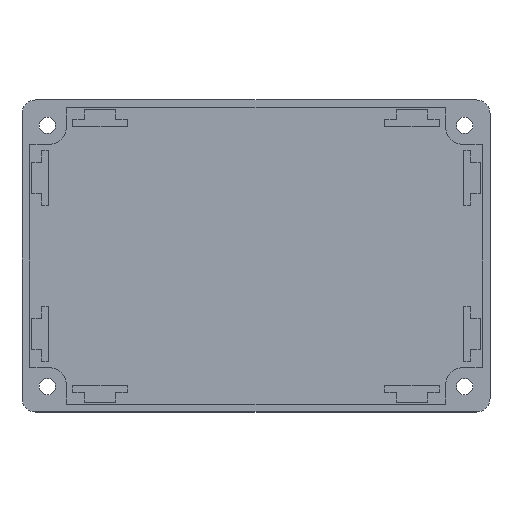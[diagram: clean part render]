
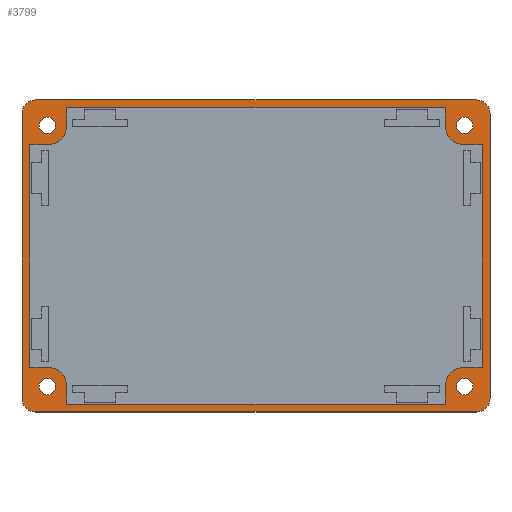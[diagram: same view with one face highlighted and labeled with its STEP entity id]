
A CAD part, top view. The second image highlights one B-rep face of the part: STEP entity #3799.
In plain terms, the highlighted planar face has unit normal (0, 0, 1).
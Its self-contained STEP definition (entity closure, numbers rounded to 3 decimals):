
#2172=CARTESIAN_POINT('',(-53.5,-28.5,0.0));
#2173=VERTEX_POINT('',#2172);
#2180=CARTESIAN_POINT('',(-48.5,-33.5,0.0));
#2181=VERTEX_POINT('',#2180);
#2182=CARTESIAN_POINT('',(-53.5,-33.5,0.0));
#2183=DIRECTION('',(0.0,0.0,1.0));
#2184=DIRECTION('',(-1.0,0.0,0.0));
#2185=AXIS2_PLACEMENT_3D('',#2182,#2183,#2184);
#2186=CIRCLE('',#2185,5.);
#2187=EDGE_CURVE('',#2181,#2173,#2186,.T.);
#2212=CARTESIAN_POINT('',(-48.5,-38.,0.0));
#2213=VERTEX_POINT('',#2212);
#2214=CARTESIAN_POINT('',(-48.5,-38.,0.0));
#2215=DIRECTION('',(0.0,1.0,0.0));
#2216=VECTOR('',#2215,4.5);
#2217=LINE('',#2214,#2216);
#2218=EDGE_CURVE('',#2213,#2181,#2217,.T.);
#2243=CARTESIAN_POINT('',(48.5,-38.,0.0));
#2244=VERTEX_POINT('',#2243);
#2245=CARTESIAN_POINT('',(48.5,-38.,0.0));
#2246=DIRECTION('',(-1.0,0.0,0.0));
#2247=VECTOR('',#2246,97.);
#2248=LINE('',#2245,#2247);
#2249=EDGE_CURVE('',#2244,#2213,#2248,.T.);
#2274=CARTESIAN_POINT('',(48.5,-33.5,0.0));
#2275=VERTEX_POINT('',#2274);
#2276=CARTESIAN_POINT('',(48.5,-33.5,0.0));
#2277=DIRECTION('',(0.0,-1.0,0.0));
#2278=VECTOR('',#2277,4.5);
#2279=LINE('',#2276,#2278);
#2280=EDGE_CURVE('',#2275,#2244,#2279,.T.);
#2306=CARTESIAN_POINT('',(53.5,-28.5,0.0));
#2307=VERTEX_POINT('',#2306);
#2308=CARTESIAN_POINT('',(53.5,-33.5,0.0));
#2309=DIRECTION('',(0.0,0.0,1.0));
#2310=DIRECTION('',(0.0,-1.0,0.0));
#2311=AXIS2_PLACEMENT_3D('',#2308,#2309,#2310);
#2312=CIRCLE('',#2311,5.);
#2313=EDGE_CURVE('',#2307,#2275,#2312,.T.);
#2338=CARTESIAN_POINT('',(58.,-28.5,0.0));
#2339=VERTEX_POINT('',#2338);
#2340=CARTESIAN_POINT('',(58.,-28.5,0.0));
#2341=DIRECTION('',(-1.0,0.0,0.0));
#2342=VECTOR('',#2341,4.5);
#2343=LINE('',#2340,#2342);
#2344=EDGE_CURVE('',#2339,#2307,#2343,.T.);
#2369=CARTESIAN_POINT('',(58.,28.5,0.0));
#2370=VERTEX_POINT('',#2369);
#2371=CARTESIAN_POINT('',(58.,28.5,0.0));
#2372=DIRECTION('',(0.0,-1.0,0.0));
#2373=VECTOR('',#2372,57.);
#2374=LINE('',#2371,#2373);
#2375=EDGE_CURVE('',#2370,#2339,#2374,.T.);
#2400=CARTESIAN_POINT('',(53.5,28.5,0.0));
#2401=VERTEX_POINT('',#2400);
#2402=CARTESIAN_POINT('',(53.5,28.5,0.0));
#2403=DIRECTION('',(1.0,0.0,0.0));
#2404=VECTOR('',#2403,4.5);
#2405=LINE('',#2402,#2404);
#2406=EDGE_CURVE('',#2401,#2370,#2405,.T.);
#2432=CARTESIAN_POINT('',(48.5,33.5,0.0));
#2433=VERTEX_POINT('',#2432);
#2434=CARTESIAN_POINT('',(53.5,33.5,0.0));
#2435=DIRECTION('',(0.0,0.0,1.0));
#2436=DIRECTION('',(1.0,0.0,0.0));
#2437=AXIS2_PLACEMENT_3D('',#2434,#2435,#2436);
#2438=CIRCLE('',#2437,5.);
#2439=EDGE_CURVE('',#2433,#2401,#2438,.T.);
#2464=CARTESIAN_POINT('',(48.5,38.,0.0));
#2465=VERTEX_POINT('',#2464);
#2466=CARTESIAN_POINT('',(48.5,38.,0.0));
#2467=DIRECTION('',(0.0,-1.0,0.0));
#2468=VECTOR('',#2467,4.5);
#2469=LINE('',#2466,#2468);
#2470=EDGE_CURVE('',#2465,#2433,#2469,.T.);
#2495=CARTESIAN_POINT('',(-48.5,38.,0.0));
#2496=VERTEX_POINT('',#2495);
#2497=CARTESIAN_POINT('',(-48.5,38.,0.0));
#2498=DIRECTION('',(1.0,0.0,0.0));
#2499=VECTOR('',#2498,97.);
#2500=LINE('',#2497,#2499);
#2501=EDGE_CURVE('',#2496,#2465,#2500,.T.);
#2526=CARTESIAN_POINT('',(-48.5,33.5,0.0));
#2527=VERTEX_POINT('',#2526);
#2528=CARTESIAN_POINT('',(-48.5,33.5,0.0));
#2529=DIRECTION('',(0.0,1.0,0.0));
#2530=VECTOR('',#2529,4.5);
#2531=LINE('',#2528,#2530);
#2532=EDGE_CURVE('',#2527,#2496,#2531,.T.);
#2558=CARTESIAN_POINT('',(-53.5,28.5,0.0));
#2559=VERTEX_POINT('',#2558);
#2560=CARTESIAN_POINT('',(-53.5,33.5,0.0));
#2561=DIRECTION('',(0.0,0.0,1.0));
#2562=DIRECTION('',(0.0,1.0,0.0));
#2563=AXIS2_PLACEMENT_3D('',#2560,#2561,#2562);
#2564=CIRCLE('',#2563,5.);
#2565=EDGE_CURVE('',#2559,#2527,#2564,.T.);
#2590=CARTESIAN_POINT('',(-58.,28.5,0.0));
#2591=VERTEX_POINT('',#2590);
#2592=CARTESIAN_POINT('',(-58.,28.5,0.0));
#2593=DIRECTION('',(1.0,0.0,0.0));
#2594=VECTOR('',#2593,4.5);
#2595=LINE('',#2592,#2594);
#2596=EDGE_CURVE('',#2591,#2559,#2595,.T.);
#2621=CARTESIAN_POINT('',(-58.,-28.5,0.0));
#2622=VERTEX_POINT('',#2621);
#2623=CARTESIAN_POINT('',(-58.,-28.5,0.0));
#2624=DIRECTION('',(0.0,1.0,0.0));
#2625=VECTOR('',#2624,57.);
#2626=LINE('',#2623,#2625);
#2627=EDGE_CURVE('',#2622,#2591,#2626,.T.);
#2650=CARTESIAN_POINT('',(-53.5,-28.5,0.0));
#2651=DIRECTION('',(-1.0,0.0,0.0));
#2652=VECTOR('',#2651,4.5);
#2653=LINE('',#2650,#2652);
#2654=EDGE_CURVE('',#2173,#2622,#2653,.T.);
#2817=CARTESIAN_POINT('',(55.6,-33.5,0.0));
#2818=VERTEX_POINT('',#2817);
#2819=CARTESIAN_POINT('',(53.5,-33.5,0.0));
#2820=DIRECTION('',(0.0,0.0,-1.0));
#2821=DIRECTION('',(-1.0,0.0,0.0));
#2822=AXIS2_PLACEMENT_3D('',#2819,#2820,#2821);
#2823=CIRCLE('',#2822,2.1);
#2824=EDGE_CURVE('',#2818,#2818,#2823,.T.);
#2837=CARTESIAN_POINT('',(-51.4,-33.5,0.0));
#2838=VERTEX_POINT('',#2837);
#2839=CARTESIAN_POINT('',(-53.5,-33.5,0.0));
#2840=DIRECTION('',(0.0,0.0,-1.0));
#2841=DIRECTION('',(-1.0,0.0,0.0));
#2842=AXIS2_PLACEMENT_3D('',#2839,#2840,#2841);
#2843=CIRCLE('',#2842,2.1);
#2844=EDGE_CURVE('',#2838,#2838,#2843,.T.);
#2995=CARTESIAN_POINT('',(55.6,33.5,0.0));
#2996=VERTEX_POINT('',#2995);
#2997=CARTESIAN_POINT('',(53.5,33.5,0.0));
#2998=DIRECTION('',(0.0,0.0,-1.0));
#2999=DIRECTION('',(-1.0,0.0,0.0));
#3000=AXIS2_PLACEMENT_3D('',#2997,#2998,#2999);
#3001=CIRCLE('',#3000,2.1);
#3002=EDGE_CURVE('',#2996,#2996,#3001,.T.);
#3105=CARTESIAN_POINT('',(-51.4,33.5,0.0));
#3106=VERTEX_POINT('',#3105);
#3107=CARTESIAN_POINT('',(-53.5,33.5,0.0));
#3108=DIRECTION('',(0.0,0.0,-1.0));
#3109=DIRECTION('',(-1.0,0.0,0.0));
#3110=AXIS2_PLACEMENT_3D('',#3107,#3108,#3109);
#3111=CIRCLE('',#3110,2.1);
#3112=EDGE_CURVE('',#3106,#3106,#3111,.T.);
#3582=CARTESIAN_POINT('',(-60.,36.5,0.0));
#3583=VERTEX_POINT('',#3582);
#3590=CARTESIAN_POINT('',(-56.5,40.,0.0));
#3591=VERTEX_POINT('',#3590);
#3592=CARTESIAN_POINT('',(-56.5,36.5,0.0));
#3593=DIRECTION('',(0.0,0.0,-1.0));
#3594=DIRECTION('',(-0.707,0.707,0.0));
#3595=AXIS2_PLACEMENT_3D('',#3592,#3593,#3594);
#3596=CIRCLE('',#3595,3.5);
#3597=EDGE_CURVE('',#3583,#3591,#3596,.T.);
#3614=CARTESIAN_POINT('',(-60.,-36.5,0.0));
#3615=VERTEX_POINT('',#3614);
#3622=CARTESIAN_POINT('',(-60.,-36.5,0.0));
#3623=DIRECTION('',(0.0,1.0,0.0));
#3624=VECTOR('',#3623,73.);
#3625=LINE('',#3622,#3624);
#3626=EDGE_CURVE('',#3615,#3583,#3625,.T.);
#3638=CARTESIAN_POINT('',(-56.5,-40.,0.0));
#3639=VERTEX_POINT('',#3638);
#3646=CARTESIAN_POINT('',(-56.5,-36.5,0.0));
#3647=DIRECTION('',(0.0,0.0,-1.));
#3648=DIRECTION('',(-0.707,-0.707,0.0));
#3649=AXIS2_PLACEMENT_3D('',#3646,#3647,#3648);
#3650=CIRCLE('',#3649,3.5);
#3651=EDGE_CURVE('',#3639,#3615,#3650,.T.);
#3663=CARTESIAN_POINT('',(56.5,-40.,0.0));
#3664=VERTEX_POINT('',#3663);
#3671=CARTESIAN_POINT('',(56.5,-40.,0.0));
#3672=DIRECTION('',(-1.0,0.0,0.0));
#3673=VECTOR('',#3672,113.);
#3674=LINE('',#3671,#3673);
#3675=EDGE_CURVE('',#3664,#3639,#3674,.T.);
#3716=CARTESIAN_POINT('',(56.5,40.,0.0));
#3717=VERTEX_POINT('',#3716);
#3718=CARTESIAN_POINT('',(-56.5,40.,0.0));
#3719=DIRECTION('',(1.0,0.0,0.0));
#3720=VECTOR('',#3719,113.);
#3721=LINE('',#3718,#3720);
#3722=EDGE_CURVE('',#3591,#3717,#3721,.T.);
#3733=CARTESIAN_POINT('',(0.0,0.0,0.0));
#3734=DIRECTION('',(0.0,0.0,1.0));
#3735=DIRECTION('',(1.0,0.0,0.0));
#3736=AXIS2_PLACEMENT_3D('',#3733,#3734,#3735);
#3737=PLANE('',#3736);
#3738=ORIENTED_EDGE('',*,*,#3597,.F.);
#3739=ORIENTED_EDGE('',*,*,#3626,.F.);
#3740=ORIENTED_EDGE('',*,*,#3651,.F.);
#3741=ORIENTED_EDGE('',*,*,#3675,.F.);
#3742=CARTESIAN_POINT('',(60.,-36.5,0.0));
#3743=VERTEX_POINT('',#3742);
#3744=CARTESIAN_POINT('',(56.5,-36.5,0.0));
#3745=DIRECTION('',(0.0,0.0,-1.0));
#3746=DIRECTION('',(0.707,-0.707,0.0));
#3747=AXIS2_PLACEMENT_3D('',#3744,#3745,#3746);
#3748=CIRCLE('',#3747,3.5);
#3749=EDGE_CURVE('',#3743,#3664,#3748,.T.);
#3750=ORIENTED_EDGE('',*,*,#3749,.F.);
#3751=CARTESIAN_POINT('',(60.,36.5,0.0));
#3752=VERTEX_POINT('',#3751);
#3753=CARTESIAN_POINT('',(60.,36.5,0.0));
#3754=DIRECTION('',(0.0,-1.0,0.0));
#3755=VECTOR('',#3754,73.);
#3756=LINE('',#3753,#3755);
#3757=EDGE_CURVE('',#3752,#3743,#3756,.T.);
#3758=ORIENTED_EDGE('',*,*,#3757,.F.);
#3759=CARTESIAN_POINT('',(56.5,36.5,0.0));
#3760=DIRECTION('',(0.0,0.0,-1.));
#3761=DIRECTION('',(0.707,0.707,0.0));
#3762=AXIS2_PLACEMENT_3D('',#3759,#3760,#3761);
#3763=CIRCLE('',#3762,3.5);
#3764=EDGE_CURVE('',#3717,#3752,#3763,.T.);
#3765=ORIENTED_EDGE('',*,*,#3764,.F.);
#3766=ORIENTED_EDGE('',*,*,#3722,.F.);
#3767=EDGE_LOOP('',(#3738,#3739,#3740,#3741,#3750,#3758,#3765,#3766));
#3768=FACE_OUTER_BOUND('',#3767,.T.);
#3769=ORIENTED_EDGE('',*,*,#2187,.T.);
#3770=ORIENTED_EDGE('',*,*,#2654,.T.);
#3771=ORIENTED_EDGE('',*,*,#2627,.T.);
#3772=ORIENTED_EDGE('',*,*,#2596,.T.);
#3773=ORIENTED_EDGE('',*,*,#2565,.T.);
#3774=ORIENTED_EDGE('',*,*,#2532,.T.);
#3775=ORIENTED_EDGE('',*,*,#2501,.T.);
#3776=ORIENTED_EDGE('',*,*,#2470,.T.);
#3777=ORIENTED_EDGE('',*,*,#2439,.T.);
#3778=ORIENTED_EDGE('',*,*,#2406,.T.);
#3779=ORIENTED_EDGE('',*,*,#2375,.T.);
#3780=ORIENTED_EDGE('',*,*,#2344,.T.);
#3781=ORIENTED_EDGE('',*,*,#2313,.T.);
#3782=ORIENTED_EDGE('',*,*,#2280,.T.);
#3783=ORIENTED_EDGE('',*,*,#2249,.T.);
#3784=ORIENTED_EDGE('',*,*,#2218,.T.);
#3785=EDGE_LOOP('',(#3769,#3770,#3771,#3772,#3773,#3774,#3775,#3776,#3777,#3778,#3779,#3780,#3781,#3782,#3783,#3784));
#3786=FACE_BOUND('',#3785,.T.);
#3787=ORIENTED_EDGE('',*,*,#2824,.T.);
#3788=EDGE_LOOP('',(#3787));
#3789=FACE_BOUND('',#3788,.T.);
#3790=ORIENTED_EDGE('',*,*,#2844,.T.);
#3791=EDGE_LOOP('',(#3790));
#3792=FACE_BOUND('',#3791,.T.);
#3793=ORIENTED_EDGE('',*,*,#3002,.T.);
#3794=EDGE_LOOP('',(#3793));
#3795=FACE_BOUND('',#3794,.T.);
#3796=ORIENTED_EDGE('',*,*,#3112,.T.);
#3797=EDGE_LOOP('',(#3796));
#3798=FACE_BOUND('',#3797,.T.);
#3799=ADVANCED_FACE('',(#3768,#3786,#3789,#3792,#3795,#3798),#3737,.T.);
